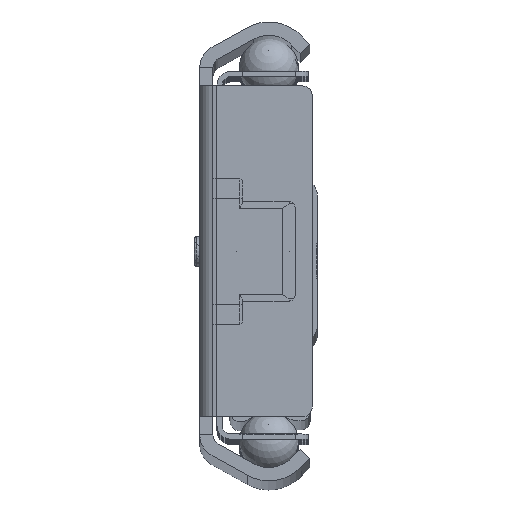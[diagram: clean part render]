
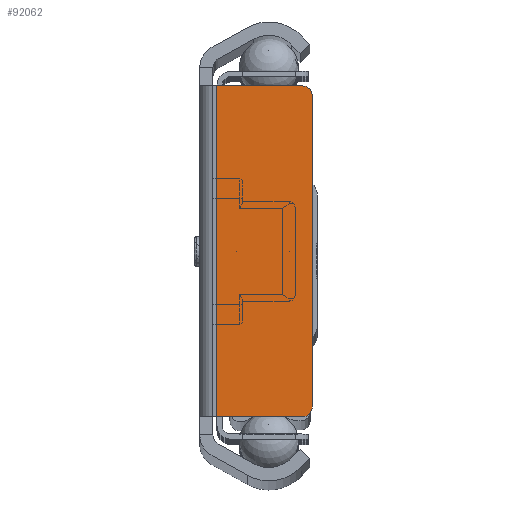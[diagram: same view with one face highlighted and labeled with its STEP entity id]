
A CAD part, top view. The second image highlights one B-rep face of the part: STEP entity #92062.
In plain terms, the highlighted planar face has unit normal (0, 0, 1).
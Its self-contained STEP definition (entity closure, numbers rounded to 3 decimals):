
#5507=PLANE('',#97569);
#10081=FACE_OUTER_BOUND('',#14832,.T.);
#14832=EDGE_LOOP('',(#66492,#66493,#66494,#66495,#66496,#66497));
#19972=LINE('',#139636,#28076);
#19978=LINE('',#139652,#28082);
#19999=LINE('',#139706,#28103);
#20000=LINE('',#139710,#28104);
#28076=VECTOR('',#108898,10.);
#28082=VECTOR('',#108914,10.);
#28103=VECTOR('',#108959,10.);
#28104=VECTOR('',#108966,1.38);
#36141=CIRCLE('',#97542,1.5);
#36144=CIRCLE('',#97548,1.5);
#41226=VERTEX_POINT('',#139623);
#41227=VERTEX_POINT('',#139624);
#41231=VERTEX_POINT('',#139634);
#41235=VERTEX_POINT('',#139646);
#41236=VERTEX_POINT('',#139650);
#41257=VERTEX_POINT('',#139705);
#51155=EDGE_CURVE('',#41226,#41227,#36141,.T.);
#51161=EDGE_CURVE('',#41231,#41226,#19972,.T.);
#51166=EDGE_CURVE('',#41235,#41231,#36144,.T.);
#51169=EDGE_CURVE('',#41236,#41235,#19978,.T.);
#51194=EDGE_CURVE('',#41236,#41257,#19999,.T.);
#51197=EDGE_CURVE('',#41227,#41257,#20000,.T.);
#66492=ORIENTED_EDGE('',*,*,#51155,.F.);
#66493=ORIENTED_EDGE('',*,*,#51161,.F.);
#66494=ORIENTED_EDGE('',*,*,#51166,.F.);
#66495=ORIENTED_EDGE('',*,*,#51169,.F.);
#66496=ORIENTED_EDGE('',*,*,#51194,.T.);
#66497=ORIENTED_EDGE('',*,*,#51197,.F.);
#92062=ADVANCED_FACE('',(#10081),#5507,.F.);
#97542=AXIS2_PLACEMENT_3D('',#139625,#108888,#108889);
#97548=AXIS2_PLACEMENT_3D('',#139647,#108908,#108909);
#97569=AXIS2_PLACEMENT_3D('',#139720,#108978,#108979);
#108888=DIRECTION('center_axis',(0.,0.,
-1.));
#108889=DIRECTION('ref_axis',(0.707,-0.707,0.));
#108898=DIRECTION('',(0.,-1.,0.));
#108908=DIRECTION('center_axis',(0.,0.,
-1.));
#108909=DIRECTION('ref_axis',(0.707,0.707,0.));
#108914=DIRECTION('',(1.,0.,0.));
#108959=DIRECTION('',(0.,-1.,0.));
#108966=DIRECTION('',(-1.,0.,0.));
#108978=DIRECTION('center_axis',(0.,0.,
-1.));
#108979=DIRECTION('ref_axis',(0.,1.,0.));
#139623=CARTESIAN_POINT('',(6.55,-23.5,800.));
#139624=CARTESIAN_POINT('',(5.05,-25.,800.));
#139625=CARTESIAN_POINT('Origin',(5.05,-23.5,800.));
#139634=CARTESIAN_POINT('',(6.55,23.5,800.));
#139636=CARTESIAN_POINT('',(6.55,25.,800.));
#139646=CARTESIAN_POINT('',(5.05,25.,800.));
#139647=CARTESIAN_POINT('Origin',(5.05,23.5,800.));
#139650=CARTESIAN_POINT('',(-7.95,25.,800.));
#139652=CARTESIAN_POINT('',(-7.95,25.,800.));
#139705=CARTESIAN_POINT('',(-7.95,-25.,800.));
#139706=CARTESIAN_POINT('',(-7.95,0.,800.));
#139710=CARTESIAN_POINT('',(-12.286,-25.,800.));
#139720=CARTESIAN_POINT('Origin',(-7.95,-25.,800.));
